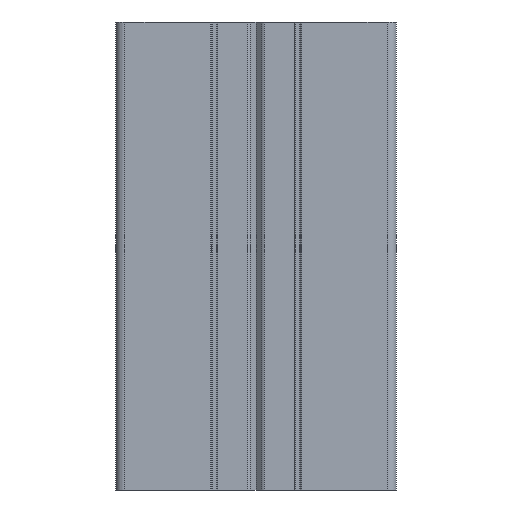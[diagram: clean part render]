
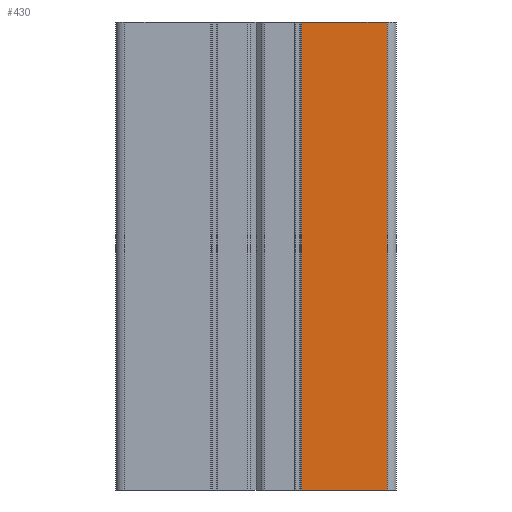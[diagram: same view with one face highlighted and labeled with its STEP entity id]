
A CAD part, front view. The second image highlights one B-rep face of the part: STEP entity #430.
In plain terms, the highlighted planar face has unit normal (0, -1, 0).
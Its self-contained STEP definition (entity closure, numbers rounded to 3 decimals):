
#420 = EDGE_CURVE ( 'NONE', #4377, #4539, #1848, .T. ) ;
#430 = ADVANCED_FACE ( 'NONE', ( #8743 ), #6572, .T. ) ;
#453 = CARTESIAN_POINT ( 'NONE',  ( 14., -15., 0. ) ) ;
#1099 = DIRECTION ( 'NONE',  ( 1., 0., 0. ) ) ;
#1347 = DIRECTION ( 'NONE',  ( 1., 0., 0. ) ) ;
#1558 = DIRECTION ( 'NONE',  ( 0., 0., 1. ) ) ;
#1848 = LINE ( 'NONE', #4839, #5892 ) ;
#1881 = ORIENTED_EDGE ( 'NONE', *, *, #420, .T. ) ;
#2113 = VERTEX_POINT ( 'NONE', #453 ) ;
#2275 = VECTOR ( 'NONE', #7728, 1000. ) ;
#2373 = ORIENTED_EDGE ( 'NONE', *, *, #8438, .F. ) ;
#3623 = VERTEX_POINT ( 'NONE', #9157 ) ;
#3894 = CARTESIAN_POINT ( 'NONE',  ( 0., -15., 0. ) ) ;
#4360 = EDGE_CURVE ( 'NONE', #4539, #2113, #8938, .T. ) ;
#4377 = VERTEX_POINT ( 'NONE', #7413 ) ;
#4458 = VECTOR ( 'NONE', #8846, 1000. ) ;
#4491 = ORIENTED_EDGE ( 'NONE', *, *, #4360, .T. ) ;
#4539 = VERTEX_POINT ( 'NONE', #7554 ) ;
#4839 = CARTESIAN_POINT ( 'NONE',  ( 0., -15., -50. ) ) ;
#4856 = EDGE_CURVE ( 'NONE', #3623, #2113, #7683, .T. ) ;
#4945 = DIRECTION ( 'NONE',  ( 0., -1., 0. ) ) ;
#5153 = ORIENTED_EDGE ( 'NONE', *, *, #4856, .F. ) ;
#5892 = VECTOR ( 'NONE', #1099, 1000. ) ;
#6036 = CARTESIAN_POINT ( 'NONE',  ( 4.9, -15., -50. ) ) ;
#6572 = PLANE ( 'NONE',  #7166 ) ;
#7166 = AXIS2_PLACEMENT_3D ( 'NONE', #7309, #4945, #1347 ) ;
#7309 = CARTESIAN_POINT ( 'NONE',  ( 0., -15., -50. ) ) ;
#7322 = CARTESIAN_POINT ( 'NONE',  ( 14., -15., -50. ) ) ;
#7413 = CARTESIAN_POINT ( 'NONE',  ( 4.9, -15., -50. ) ) ;
#7554 = CARTESIAN_POINT ( 'NONE',  ( 14., -15., -50. ) ) ;
#7651 = EDGE_LOOP ( 'NONE', ( #5153, #2373, #1881, #4491 ) ) ;
#7683 = LINE ( 'NONE', #3894, #2275 ) ;
#7728 = DIRECTION ( 'NONE',  ( 1., 0., 0. ) ) ;
#8438 = EDGE_CURVE ( 'NONE', #4377, #3623, #8808, .T. ) ;
#8743 = FACE_OUTER_BOUND ( 'NONE', #7651, .T. ) ;
#8808 = LINE ( 'NONE', #6036, #9467 ) ;
#8846 = DIRECTION ( 'NONE',  ( 0., 0., 1. ) ) ;
#8938 = LINE ( 'NONE', #7322, #4458 ) ;
#9157 = CARTESIAN_POINT ( 'NONE',  ( 4.9, -15., 0. ) ) ;
#9467 = VECTOR ( 'NONE', #1558, 1000. ) ;
